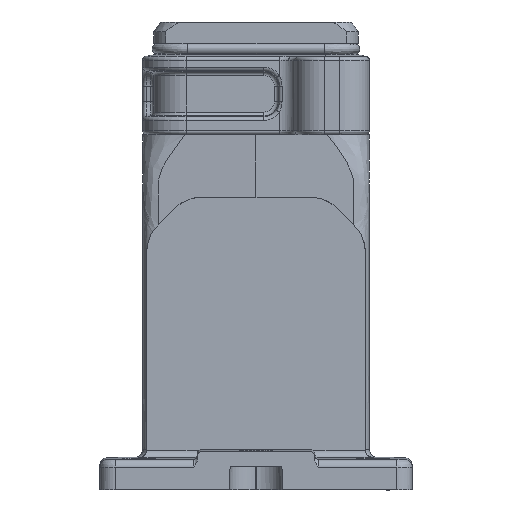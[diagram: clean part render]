
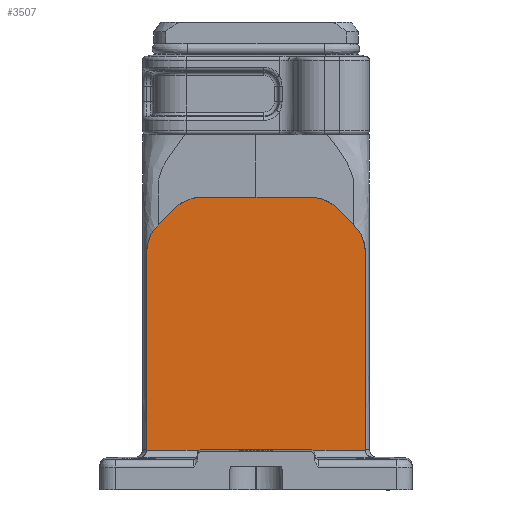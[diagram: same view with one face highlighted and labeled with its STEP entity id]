
A CAD part, left-side view. The second image highlights one B-rep face of the part: STEP entity #3507.
In plain terms, the highlighted planar face has unit normal (-1, 0, 0).
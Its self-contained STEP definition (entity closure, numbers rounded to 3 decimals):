
#2473=FACE_OUTER_BOUND('',#5836,.T.);
#2658=ELLIPSE('',#19692,1.,1.);
#2659=ELLIPSE('',#19699,2.,2.);
#2696=ELLIPSE('',#19842,1.,1.);
#2697=ELLIPSE('',#19849,2.,2.);
#3507=ADVANCED_FACE('',(#2473),#4106,.F.);
#4106=PLANE('',#19882);
#4675=CIRCLE('',#19720,10.);
#4676=CIRCLE('',#19723,10.);
#4717=CIRCLE('',#19870,10.);
#4718=CIRCLE('',#19873,10.);
#5836=EDGE_LOOP('',(#9923,#9924,#9925,#9926,#9927,#9928,#9929,#9930,#9931,
#9932,#9933,#9934,#9935,#9936,#9937,#9938));
#9923=ORIENTED_EDGE('',*,*,#14542,.T.);
#9924=ORIENTED_EDGE('',*,*,#14596,.F.);
#9925=ORIENTED_EDGE('',*,*,#14580,.T.);
#9926=ORIENTED_EDGE('',*,*,#14597,.F.);
#9927=ORIENTED_EDGE('',*,*,#14584,.T.);
#9928=ORIENTED_EDGE('',*,*,#14598,.F.);
#9929=ORIENTED_EDGE('',*,*,#14350,.T.);
#9930=ORIENTED_EDGE('',*,*,#14362,.F.);
#9931=ORIENTED_EDGE('',*,*,#14347,.T.);
#9932=ORIENTED_EDGE('',*,*,#14364,.F.);
#9933=ORIENTED_EDGE('',*,*,#14308,.T.);
#9934=ORIENTED_EDGE('',*,*,#14319,.T.);
#9935=ORIENTED_EDGE('',*,*,#14298,.T.);
#9936=ORIENTED_EDGE('',*,*,#14599,.T.);
#9937=ORIENTED_EDGE('',*,*,#14533,.T.);
#9938=ORIENTED_EDGE('',*,*,#14552,.T.);
#12120=VERTEX_POINT('',#31761);
#12121=VERTEX_POINT('',#31763);
#12129=VERTEX_POINT('',#31806);
#12130=VERTEX_POINT('',#31807);
#12152=VERTEX_POINT('',#32013);
#12153=VERTEX_POINT('',#32015);
#12156=VERTEX_POINT('',#32022);
#12157=VERTEX_POINT('',#32024);
#12266=VERTEX_POINT('',#32852);
#12267=VERTEX_POINT('',#32854);
#12274=VERTEX_POINT('',#32883);
#12275=VERTEX_POINT('',#32884);
#12296=VERTEX_POINT('',#33089);
#12297=VERTEX_POINT('',#33091);
#12300=VERTEX_POINT('',#33098);
#12301=VERTEX_POINT('',#33100);
#14298=EDGE_CURVE('',#12121,#12120,#2658,.T.);
#14308=EDGE_CURVE('',#12129,#12130,#2659,.T.);
#14319=EDGE_CURVE('',#12130,#12121,#16113,.T.);
#14347=EDGE_CURVE('',#12152,#12153,#4675,.T.);
#14350=EDGE_CURVE('',#12157,#12156,#4676,.T.);
#14362=EDGE_CURVE('',#12152,#12156,#16132,.T.);
#14364=EDGE_CURVE('',#12129,#12153,#16134,.T.);
#14533=EDGE_CURVE('',#12267,#12266,#2696,.T.);
#14542=EDGE_CURVE('',#12274,#12275,#2697,.T.);
#14552=EDGE_CURVE('',#12266,#12274,#16229,.T.);
#14580=EDGE_CURVE('',#12297,#12296,#4717,.T.);
#14584=EDGE_CURVE('',#12301,#12300,#4718,.T.);
#14596=EDGE_CURVE('',#12297,#12275,#16248,.T.);
#14597=EDGE_CURVE('',#12301,#12296,#16249,.T.);
#14598=EDGE_CURVE('',#12157,#12300,#16250,.T.);
#14599=EDGE_CURVE('',#12120,#12267,#16251,.T.);
#16113=LINE('',#31851,#17607);
#16132=LINE('',#32048,#17626);
#16134=LINE('',#32051,#17628);
#16229=LINE('',#32927,#17723);
#16248=LINE('',#33124,#17742);
#16249=LINE('',#33125,#17743);
#16250=LINE('',#33126,#17744);
#16251=LINE('',#33127,#17745);
#17607=VECTOR('',#23583,1.);
#17626=VECTOR('',#23658,1.);
#17628=VECTOR('',#23662,1.);
#17723=VECTOR('',#23997,1.);
#17742=VECTOR('',#24074,1.);
#17743=VECTOR('',#24075,1.);
#17744=VECTOR('',#24076,1.);
#17745=VECTOR('',#24077,1.);
#19692=AXIS2_PLACEMENT_3D('',#31762,#23553,#23554);
#19699=AXIS2_PLACEMENT_3D('',#31805,#23570,#23571);
#19720=AXIS2_PLACEMENT_3D('',#32016,#23626,#23627);
#19723=AXIS2_PLACEMENT_3D('',#32023,#23633,#23634);
#19842=AXIS2_PLACEMENT_3D('',#32853,#23969,#23970);
#19849=AXIS2_PLACEMENT_3D('',#32882,#23986,#23987);
#19870=AXIS2_PLACEMENT_3D('',#33090,#24041,#24042);
#19873=AXIS2_PLACEMENT_3D('',#33099,#24049,#24050);
#19882=AXIS2_PLACEMENT_3D('',#33128,#24078,#24079);
#23553=DIRECTION('',(1.,0.,0.));
#23554=DIRECTION('',(0.,0.,-1.));
#23570=DIRECTION('',(1.,0.,0.));
#23571=DIRECTION('',(0.,0.,1.));
#23583=DIRECTION('',(0.,-1.,0.));
#23626=DIRECTION('',(-1.,0.,0.));
#23627=DIRECTION('',(0.,1.,0.));
#23633=DIRECTION('',(-1.,0.,0.));
#23634=DIRECTION('',(0.,1.,0.));
#23658=DIRECTION('',(0.,-0.707,0.707));
#23662=DIRECTION('',(0.,0.,1.));
#23969=DIRECTION('',(1.,0.,0.));
#23970=DIRECTION('',(0.,0.,-1.));
#23986=DIRECTION('',(1.,0.,0.));
#23987=DIRECTION('',(0.,0.,1.));
#23997=DIRECTION('',(0.,-1.,0.));
#24041=DIRECTION('',(-1.,0.,0.));
#24042=DIRECTION('',(0.,-1.,0.));
#24049=DIRECTION('',(-1.,0.,0.));
#24050=DIRECTION('',(0.,-1.,0.));
#24074=DIRECTION('',(0.,0.,-1.));
#24075=DIRECTION('',(0.,-0.707,-0.707));
#24076=DIRECTION('',(0.,-1.,0.));
#24077=DIRECTION('',(0.,-1.,0.));
#24078=DIRECTION('',(1.,0.,0.));
#24079=DIRECTION('',(0.,-1.,0.));
#31761=CARTESIAN_POINT('',(-66.1,14.,-80.7));
#31762=CARTESIAN_POINT('',(-66.1,14.,-81.7));
#31763=CARTESIAN_POINT('',(-66.1,14.321,-80.753));
#31805=CARTESIAN_POINT('',(-66.1,30.,-80.718));
#31806=CARTESIAN_POINT('',(-66.1,28.,-80.718));
#31807=CARTESIAN_POINT('',(-66.1,28.,-80.753));
#31851=CARTESIAN_POINT('',(-66.1,28.,-80.753));
#32013=CARTESIAN_POINT('',(-66.1,25.071,-23.071));
#32015=CARTESIAN_POINT('',(-66.1,28.,-30.142));
#32016=CARTESIAN_POINT('',(-66.1,18.,-30.142));
#32022=CARTESIAN_POINT('',(-66.1,20.929,-18.929));
#32023=CARTESIAN_POINT('',(-66.1,13.858,-26.));
#32024=CARTESIAN_POINT('',(-66.1,13.858,-16.));
#32048=CARTESIAN_POINT('',(-66.1,28.,-26.));
#32051=CARTESIAN_POINT('',(-66.1,28.,-84.));
#32852=CARTESIAN_POINT('',(-66.1,-14.321,-80.753));
#32853=CARTESIAN_POINT('',(-66.1,-14.,-81.7));
#32854=CARTESIAN_POINT('',(-66.1,-14.,-80.7));
#32882=CARTESIAN_POINT('',(-66.1,-30.,-80.718));
#32883=CARTESIAN_POINT('',(-66.1,-28.,-80.753));
#32884=CARTESIAN_POINT('',(-66.1,-28.,-80.718));
#32927=CARTESIAN_POINT('',(-66.1,-28.,-80.753));
#33089=CARTESIAN_POINT('',(-66.1,-25.071,-23.071));
#33090=CARTESIAN_POINT('',(-66.1,-18.,-30.142));
#33091=CARTESIAN_POINT('',(-66.1,-28.,-30.142));
#33098=CARTESIAN_POINT('',(-66.1,-13.858,-16.));
#33099=CARTESIAN_POINT('',(-66.1,-13.858,-26.));
#33100=CARTESIAN_POINT('',(-66.1,-20.929,-18.929));
#33124=CARTESIAN_POINT('',(-66.1,-28.,-84.));
#33125=CARTESIAN_POINT('',(-66.1,-28.,-26.));
#33126=CARTESIAN_POINT('',(-66.1,-18.,-16.));
#33127=CARTESIAN_POINT('',(-66.1,-15.,-80.7));
#33128=CARTESIAN_POINT('',(-66.1,-28.,-84.));
